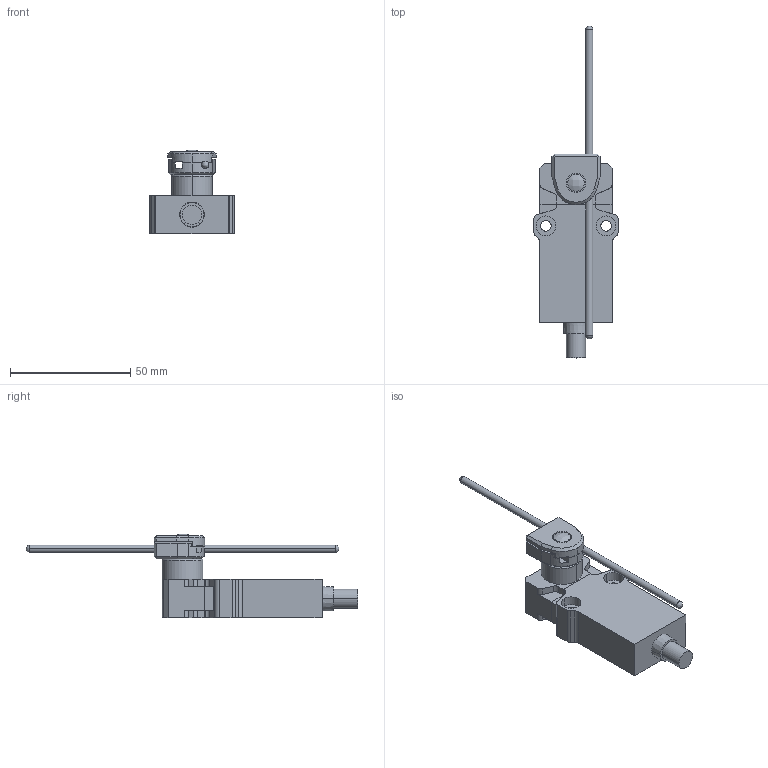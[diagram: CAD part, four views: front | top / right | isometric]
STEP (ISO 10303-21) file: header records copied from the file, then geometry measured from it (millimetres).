
FILE_DESCRIPTION (( 'STEP AP214' ), '1' );
FILE_NAME ('AEM2G72X11-3.step', '2017-12-19T21:17:51', ( '' ), ( '' ), 'SwSTEP 2.0', 'SolidWorks 2017', '' );
FILE_SCHEMA (( 'AUTOMOTIVE_DESIGN' ));
Length unit declared in the file: inch
Products named in the file (1): AEM2G72X11-3
Bounding box: 35 x 137.9 x 34.85 mm (x, y, z)
Volume: 36593.2 mm3; surface area: 13277.7 mm2
Topology: 4 solids, 4 shells, 187 faces, 487 edges, 316 vertices
Faces by surface type: plane 121, cylinder 57, bspline 5, cone 4
Entity records: 8286 total; most frequent: CARTESIAN_POINT 1102, DIRECTION 977, ORIENTED_EDGE 966, EDGE_CURVE 483, VECTOR 347, LINE 347, VERTEX_POINT 316, AXIS2_PLACEMENT_3D 315
